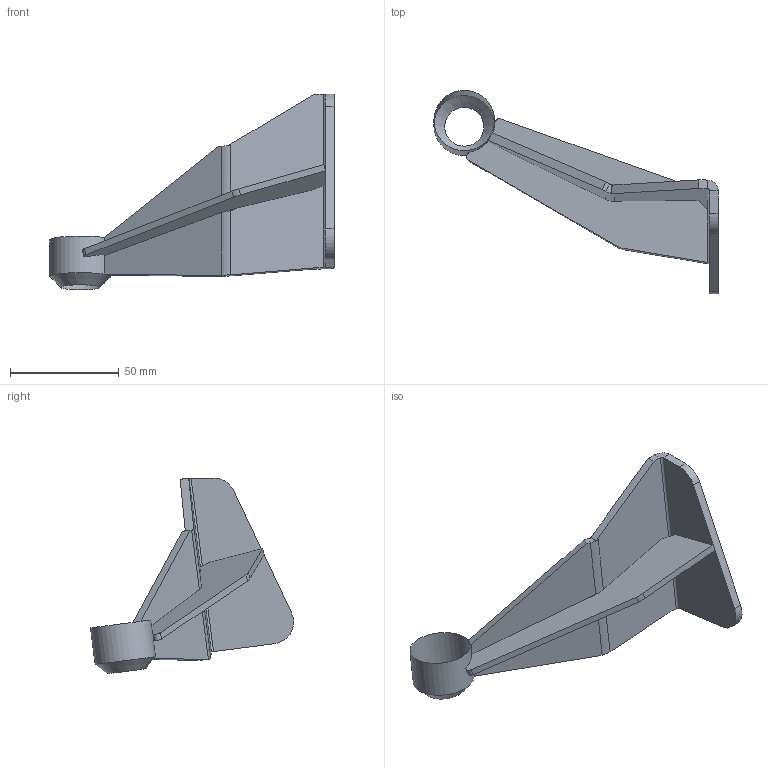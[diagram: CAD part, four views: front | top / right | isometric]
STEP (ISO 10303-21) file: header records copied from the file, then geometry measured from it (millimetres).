
FILE_DESCRIPTION(/* description */ (''),/* implementation_level */ '2;1');
FILE_NAME(/* name */ 'RINF_LEVA_STERZO__4_MIR.stp',/* time_stamp */ '2016-06-02T11:53:04+02:00',/* author */ (''),/* organization */ (''),/* preprocessor_version */ 'ST-DEVELOPER v16.5',/* originating_system */ 'Autodesk Translation Framework v5.0.0.3310',/* authorisation */ '');
FILE_SCHEMA (('AUTOMOTIVE_DESIGN { 1 0 10303 214 3 1 1 }'));
Length unit declared in the file: centimetre
Products named in the file (1): RINF_LEVA_STERZO__4_MIR
Bounding box: 130.9 x 93.54 x 90.12 mm (x, y, z)
Volume: 42836.6 mm3; surface area: 28408.7 mm2
Topology: 2 solids, 4 shells, 66 faces, 159 edges, 97 vertices
Faces by surface type: plane 45, cylinder 15, bspline 5, cone 1
Full cylindrical faces by diameter (mm): 28 x1
Entity records: 2046 total; most frequent: CARTESIAN_POINT 512, ORIENTED_EDGE 314, DIRECTION 300, EDGE_CURVE 156, LINE 120, VECTOR 120, VERTEX_POINT 96, AXIS2_PLACEMENT_3D 90
